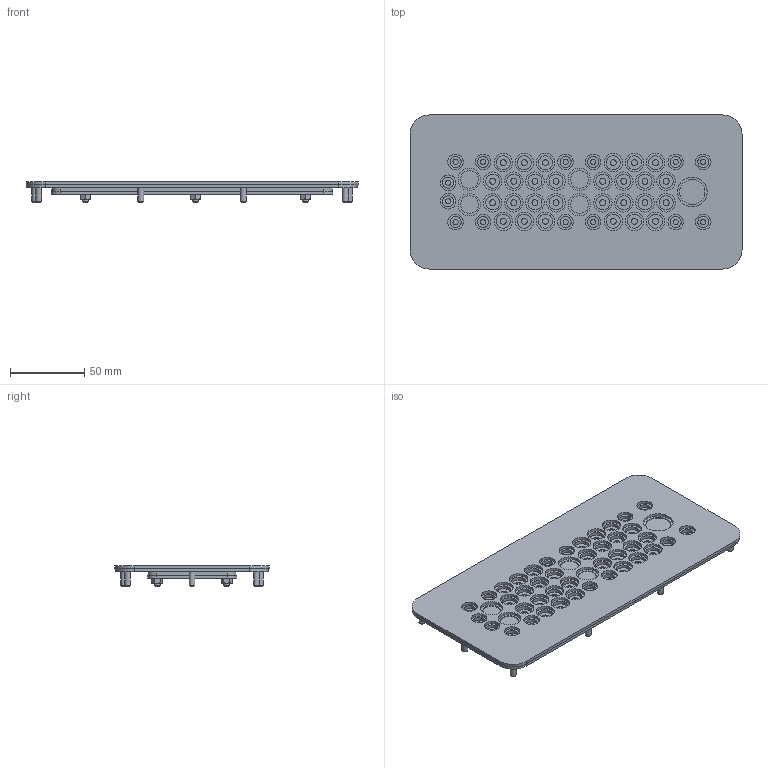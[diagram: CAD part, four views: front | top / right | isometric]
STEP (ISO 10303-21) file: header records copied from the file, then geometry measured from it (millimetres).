
FILE_DESCRIPTION(/* description */ ('Unknown'),/* implementation_level */ '2;1');
FILE_NAME(/* name */ 'Jet',/* time_stamp */ '2022-09-14T11:11:39+02:00',/* author */ ('Unknown'),/* organization */ ('Unknown'),/* preprocessor_version */ 'ST-DEVELOPER v16.7',/* originating_system */ 'Solid Edge',/* authorisation */ 'Unknown');
FILE_SCHEMA (('AUTOMOTIVE_DESIGN {1 0 10303 214 3 1 1}'));
Length unit declared in the file: millimetre
Products named in the file (7): Jet; FLP; AP; V; ADP; Schweissgewindebolzen KN223 M4x 12 A2; 6kt- Mutter M4x 0.8d V4
Assembly tree (26 placements, depth 2):
  Jet
    FLP
    AP
    V
    ADP
    Schweissgewindebolzen KN223 M4x 12 A2  x16
    6kt- Mutter M4x 0.8d V4  x6
Bounding box: 224 x 104 x 14 mm (x, y, z)
Volume: 120265.6 mm3; surface area: 128691.4 mm2
Topology: 26 solids, 26 shells, 550 faces, 1269 edges, 871 vertices
Faces by surface type: cylinder 302, plane 204, cone 32, torus 12
Full cylindrical faces by diameter (mm): 3 x16, 3.242 x6, 3.5 x14, 4 x44, 4.2 x28, 4.5 x20, 5.5 x16, 6.5 x1, 7.5 x14, 9.5 x28, 10.5 x28, 12 x4, 12.5 x56, 15 x8, 17 x1, 20 x2
Entity records: 10519 total; most frequent: DIRECTION 1860, CARTESIAN_POINT 1673, ORIENTED_EDGE 1180, EDGE_LOOP 1000, FACE_BOUND 1000, AXIS2_PLACEMENT_3D 895, EDGE_CURVE 590, VERTEX_POINT 552
